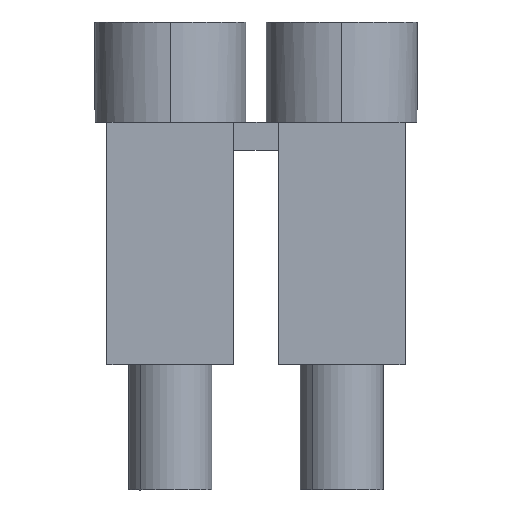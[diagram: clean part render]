
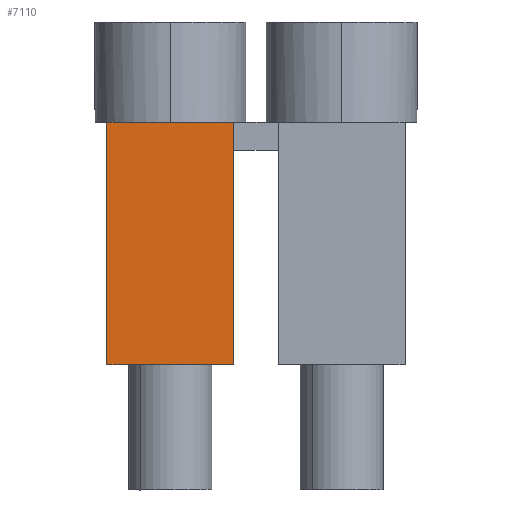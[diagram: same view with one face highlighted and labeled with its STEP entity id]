
A CAD part, front view. The second image highlights one B-rep face of the part: STEP entity #7110.
In plain terms, the highlighted face is planar.
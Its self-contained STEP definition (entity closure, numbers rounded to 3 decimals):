
#120=CARTESIAN_POINT('',(-9.,7.7,47.));
#130=VERTEX_POINT('',#120);
#720=CARTESIAN_POINT('',(-9.,-1.,47.));
#730=VERTEX_POINT('',#720);
#760=CARTESIAN_POINT('',(-9.,-0.5,47.));
#770=DIRECTION('',(0.,-1.,0.));
#780=VECTOR('',#770,1.);
#790=LINE('',#760,#780);
#800=EDGE_CURVE('',#130,#730,#790,.T.);
#5880=CARTESIAN_POINT('',(-4.45,-0.5,47.));
#5890=DIRECTION('',(0.,-1.,0.));
#5900=VECTOR('',#5890,1.);
#5910=LINE('',#5880,#5900);
#5920=CARTESIAN_POINT('',(-4.45,7.7,47.));
#5930=VERTEX_POINT('',#5920);
#5940=CARTESIAN_POINT('',(-4.45,-1.,47.));
#5950=VERTEX_POINT('',#5940);
#5960=EDGE_CURVE('',#5930,#5950,#5910,.T.);
#6900=CARTESIAN_POINT('',(-9.,-1.,47.));
#6910=DIRECTION('',(0.,0.,1.));
#6920=DIRECTION('',(0.,-1.,0.));
#6930=AXIS2_PLACEMENT_3D('',#6900,#6910,#6920);
#6940=PLANE('',#6930);
#6950=ORIENTED_EDGE('',*,*,#800,.F.);
#6960=CARTESIAN_POINT('',(-9.,-1.,47.));
#6970=DIRECTION('',(1.,0.,0.));
#6980=VECTOR('',#6970,1.);
#6990=LINE('',#6960,#6980);
#7000=EDGE_CURVE('',#730,#5950,#6990,.T.);
#7010=ORIENTED_EDGE('',*,*,#7000,.F.);
#7020=ORIENTED_EDGE('',*,*,#5960,.T.);
#7030=CARTESIAN_POINT('',(-9.,7.7,47.));
#7040=DIRECTION('',(1.,0.,0.));
#7050=VECTOR('',#7040,1.);
#7060=LINE('',#7030,#7050);
#7070=EDGE_CURVE('',#130,#5930,#7060,.T.);
#7080=ORIENTED_EDGE('',*,*,#7070,.T.);
#7090=EDGE_LOOP('',(#7080,#7020,#7010,#6950));
#7100=FACE_OUTER_BOUND('',#7090,.T.);
#7110=ADVANCED_FACE('',(#7100),#6940,.F.);
